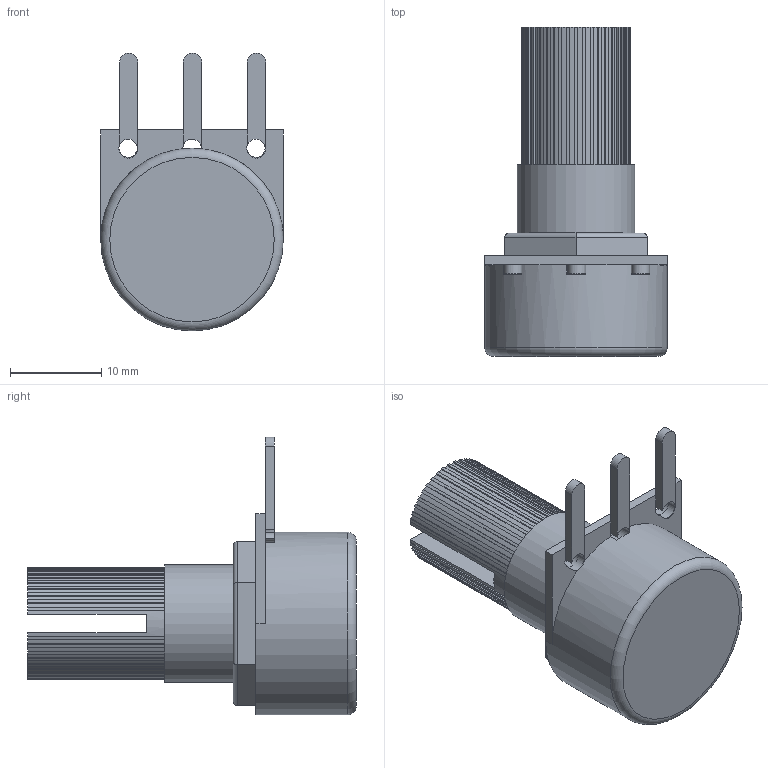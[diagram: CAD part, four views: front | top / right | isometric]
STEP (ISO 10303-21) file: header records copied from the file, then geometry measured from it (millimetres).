
FILE_DESCRIPTION(/* description */ (''),/* implementation_level */ '2;1');
FILE_NAME(/* name */ 'POTENCIOMETRO.stp',/* time_stamp */ '2022-10-06T11:54:02-03:00',/* author */ ('Projetista Rodrigo'),/* organization */ (''),/* preprocessor_version */ 'ST-DEVELOPER v16.5',/* originating_system */ 'Autodesk Inventor 2017',/* authorisation */ '');
FILE_SCHEMA (('AUTOMOTIVE_DESIGN { 1 0 10303 214 3 1 1 }'));
Length unit declared in the file: millimetre
Products named in the file (1): POTENCIOMETRO
Bounding box: 20 x 36 x 30.42 mm (x, y, z)
Volume: 6451.9 mm3; surface area: 3290.2 mm2
Topology: 1 solids, 1 shells, 220 faces, 626 edges, 407 vertices
Faces by surface type: plane 165, cylinder 54, torus 1
Full cylindrical faces by diameter (mm): 2 x3, 12.871 x1, 20 x1
Entity records: 7102 total; most frequent: ORIENTED_EDGE 1246, CARTESIAN_POINT 1242, DIRECTION 1179, EDGE_CURVE 617, LINE 497, VECTOR 497, VERTEX_POINT 404, AXIS2_PLACEMENT_3D 341
